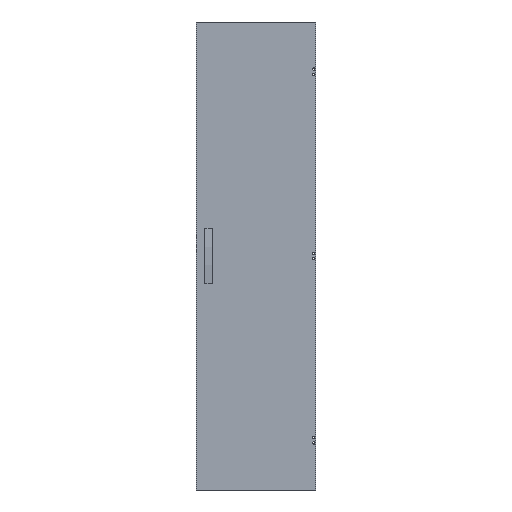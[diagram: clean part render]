
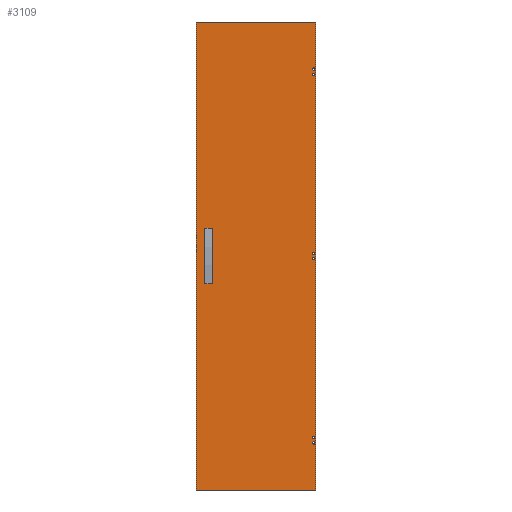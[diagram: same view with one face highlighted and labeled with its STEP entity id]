
A CAD part, front view. The second image highlights one B-rep face of the part: STEP entity #3109.
In plain terms, the highlighted planar face has unit normal (0, -1, 0).
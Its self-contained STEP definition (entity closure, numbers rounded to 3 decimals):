
#95 = VERTEX_POINT ( 'NONE', #8350 ) ;
#331 = ORIENTED_EDGE ( 'NONE', *, *, #15029, .F. ) ;
#393 = DIRECTION ( 'NONE',  ( 0., 1., 0. ) ) ;
#452 = EDGE_LOOP ( 'NONE', ( #9180 ) ) ;
#475 = FACE_BOUND ( 'NONE', #11449, .T. ) ;
#570 = DIRECTION ( 'NONE',  ( 0., -1., 0. ) ) ;
#607 = EDGE_LOOP ( 'NONE', ( #863 ) ) ;
#725 = DIRECTION ( 'NONE',  ( 0., -1., 0. ) ) ;
#828 = CARTESIAN_POINT ( 'NONE',  ( 269.5, -1.5, 12.5 ) ) ;
#863 = ORIENTED_EDGE ( 'NONE', *, *, #5014, .F. ) ;
#980 = VERTEX_POINT ( 'NONE', #2209 ) ;
#1098 = CIRCLE ( 'NONE', #9227, 5.5 ) ;
#1116 = VERTEX_POINT ( 'NONE', #11657 ) ;
#1442 = CARTESIAN_POINT ( 'NONE',  ( 279.5, -1.5, 1092. ) ) ;
#1452 = FACE_OUTER_BOUND ( 'NONE', #1613, .T. ) ;
#1492 = EDGE_LOOP ( 'NONE', ( #6067 ) ) ;
#1613 = EDGE_LOOP ( 'NONE', ( #5045, #11835, #5677, #331 ) ) ;
#1777 = EDGE_CURVE ( 'NONE', #3095, #3095, #1908, .T. ) ;
#1908 = CIRCLE ( 'NONE', #2445, 5.5 ) ;
#1921 = ORIENTED_EDGE ( 'NONE', *, *, #1777, .F. ) ;
#2188 = CARTESIAN_POINT ( 'NONE',  ( 0., -1.5, -1092. ) ) ;
#2209 = CARTESIAN_POINT ( 'NONE',  ( 269.5, -1.5, 853. ) ) ;
#2445 = AXIS2_PLACEMENT_3D ( 'NONE', #10148, #15117, #11448 ) ;
#2633 = CARTESIAN_POINT ( 'NONE',  ( -279.5, -1.5, 0. ) ) ;
#2644 = CIRCLE ( 'NONE', #3434, 5.5 ) ;
#2764 = CARTESIAN_POINT ( 'NONE',  ( 0., -1.5, 0. ) ) ;
#2928 = CARTESIAN_POINT ( 'NONE',  ( 0., -1.5, 1092. ) ) ;
#3095 = VERTEX_POINT ( 'NONE', #4154 ) ;
#3109 = ADVANCED_FACE ( 'NONE', ( #475, #7677, #4063, #14077, #11530, #12680, #1452 ), #9007, .F. ) ;
#3327 = CIRCLE ( 'NONE', #9872, 5.5 ) ;
#3434 = AXIS2_PLACEMENT_3D ( 'NONE', #3952, #11738, #9051 ) ;
#3952 = CARTESIAN_POINT ( 'NONE',  ( 269.5, -1.5, -12.5 ) ) ;
#3960 = VERTEX_POINT ( 'NONE', #13973 ) ;
#4063 = FACE_BOUND ( 'NONE', #607, .T. ) ;
#4154 = CARTESIAN_POINT ( 'NONE',  ( 269.5, -1.5, 878. ) ) ;
#4304 = EDGE_CURVE ( 'NONE', #3960, #3960, #3327, .T. ) ;
#4322 = DIRECTION ( 'NONE',  ( 0., 0., 1. ) ) ;
#4587 = VERTEX_POINT ( 'NONE', #1442 ) ;
#4608 = CARTESIAN_POINT ( 'NONE',  ( 269.5, -1.5, -867. ) ) ;
#4928 = VERTEX_POINT ( 'NONE', #4608 ) ;
#5014 = EDGE_CURVE ( 'NONE', #15509, #15509, #2644, .T. ) ;
#5045 = ORIENTED_EDGE ( 'NONE', *, *, #15853, .T. ) ;
#5390 = AXIS2_PLACEMENT_3D ( 'NONE', #828, #8374, #9523 ) ;
#5429 = CARTESIAN_POINT ( 'NONE',  ( 269.5, -1.5, -7. ) ) ;
#5677 = ORIENTED_EDGE ( 'NONE', *, *, #7019, .T. ) ;
#5892 = VERTEX_POINT ( 'NONE', #10913 ) ;
#5922 = EDGE_CURVE ( 'NONE', #4928, #4928, #15707, .T. ) ;
#5934 = DIRECTION ( 'NONE',  ( -1., 0., 0. ) ) ;
#6067 = ORIENTED_EDGE ( 'NONE', *, *, #5922, .F. ) ;
#6384 = DIRECTION ( 'NONE',  ( 0., 0., -1. ) ) ;
#6594 = DIRECTION ( 'NONE',  ( 1., 0., 0. ) ) ;
#6768 = CARTESIAN_POINT ( 'NONE',  ( -279.5, -1.5, -1092. ) ) ;
#7016 = DIRECTION ( 'NONE',  ( 0., 0., 1. ) ) ;
#7019 = EDGE_CURVE ( 'NONE', #95, #4587, #8852, .T. ) ;
#7054 = EDGE_LOOP ( 'NONE', ( #1921 ) ) ;
#7550 = AXIS2_PLACEMENT_3D ( 'NONE', #2764, #393, #6594 ) ;
#7677 = FACE_BOUND ( 'NONE', #1492, .T. ) ;
#8350 = CARTESIAN_POINT ( 'NONE',  ( 279.5, -1.5, -1092. ) ) ;
#8374 = DIRECTION ( 'NONE',  ( 0., -1., 0. ) ) ;
#8852 = LINE ( 'NONE', #15302, #9732 ) ;
#9007 = PLANE ( 'NONE',  #7550 ) ;
#9051 = DIRECTION ( 'NONE',  ( 0., 0., 1. ) ) ;
#9180 = ORIENTED_EDGE ( 'NONE', *, *, #14694, .F. ) ;
#9227 = AXIS2_PLACEMENT_3D ( 'NONE', #15636, #570, #4322 ) ;
#9523 = DIRECTION ( 'NONE',  ( 0., 0., 1. ) ) ;
#9732 = VECTOR ( 'NONE', #12686, 1000. ) ;
#9872 = AXIS2_PLACEMENT_3D ( 'NONE', #14574, #725, #7016 ) ;
#10014 = LINE ( 'NONE', #2633, #14226 ) ;
#10148 = CARTESIAN_POINT ( 'NONE',  ( 269.5, -1.5, 872.5 ) ) ;
#10232 = AXIS2_PLACEMENT_3D ( 'NONE', #12024, #11772, #10553 ) ;
#10349 = ORIENTED_EDGE ( 'NONE', *, *, #4304, .F. ) ;
#10553 = DIRECTION ( 'NONE',  ( 0., 0., 1. ) ) ;
#10913 = CARTESIAN_POINT ( 'NONE',  ( 269.5, -1.5, 18. ) ) ;
#11066 = EDGE_CURVE ( 'NONE', #5892, #5892, #13771, .T. ) ;
#11383 = VERTEX_POINT ( 'NONE', #6768 ) ;
#11448 = DIRECTION ( 'NONE',  ( 0., 0., 1. ) ) ;
#11449 = EDGE_LOOP ( 'NONE', ( #10349 ) ) ;
#11530 = FACE_BOUND ( 'NONE', #452, .T. ) ;
#11657 = CARTESIAN_POINT ( 'NONE',  ( -279.5, -1.5, 1092. ) ) ;
#11738 = DIRECTION ( 'NONE',  ( 0., -1., 0. ) ) ;
#11772 = DIRECTION ( 'NONE',  ( 0., -1., 0. ) ) ;
#11835 = ORIENTED_EDGE ( 'NONE', *, *, #13610, .F. ) ;
#11836 = VECTOR ( 'NONE', #15293, 1000. ) ;
#11961 = EDGE_LOOP ( 'NONE', ( #14384 ) ) ;
#12024 = CARTESIAN_POINT ( 'NONE',  ( 269.5, -1.5, -872.5 ) ) ;
#12680 = FACE_BOUND ( 'NONE', #7054, .T. ) ;
#12686 = DIRECTION ( 'NONE',  ( 0., 0., 1. ) ) ;
#12926 = LINE ( 'NONE', #2928, #11836 ) ;
#13406 = LINE ( 'NONE', #2188, #15266 ) ;
#13610 = EDGE_CURVE ( 'NONE', #95, #11383, #13406, .T. ) ;
#13771 = CIRCLE ( 'NONE', #5390, 5.5 ) ;
#13973 = CARTESIAN_POINT ( 'NONE',  ( 269.5, -1.5, -842. ) ) ;
#14077 = FACE_BOUND ( 'NONE', #11961, .T. ) ;
#14226 = VECTOR ( 'NONE', #6384, 1000. ) ;
#14384 = ORIENTED_EDGE ( 'NONE', *, *, #11066, .F. ) ;
#14574 = CARTESIAN_POINT ( 'NONE',  ( 269.5, -1.5, -847.5 ) ) ;
#14694 = EDGE_CURVE ( 'NONE', #980, #980, #1098, .T. ) ;
#15029 = EDGE_CURVE ( 'NONE', #1116, #4587, #12926, .T. ) ;
#15117 = DIRECTION ( 'NONE',  ( 0., -1., 0. ) ) ;
#15266 = VECTOR ( 'NONE', #5934, 1000. ) ;
#15293 = DIRECTION ( 'NONE',  ( 1., 0., 0. ) ) ;
#15302 = CARTESIAN_POINT ( 'NONE',  ( 279.5, -1.5, 0. ) ) ;
#15509 = VERTEX_POINT ( 'NONE', #5429 ) ;
#15636 = CARTESIAN_POINT ( 'NONE',  ( 269.5, -1.5, 847.5 ) ) ;
#15707 = CIRCLE ( 'NONE', #10232, 5.5 ) ;
#15853 = EDGE_CURVE ( 'NONE', #1116, #11383, #10014, .T. ) ;
